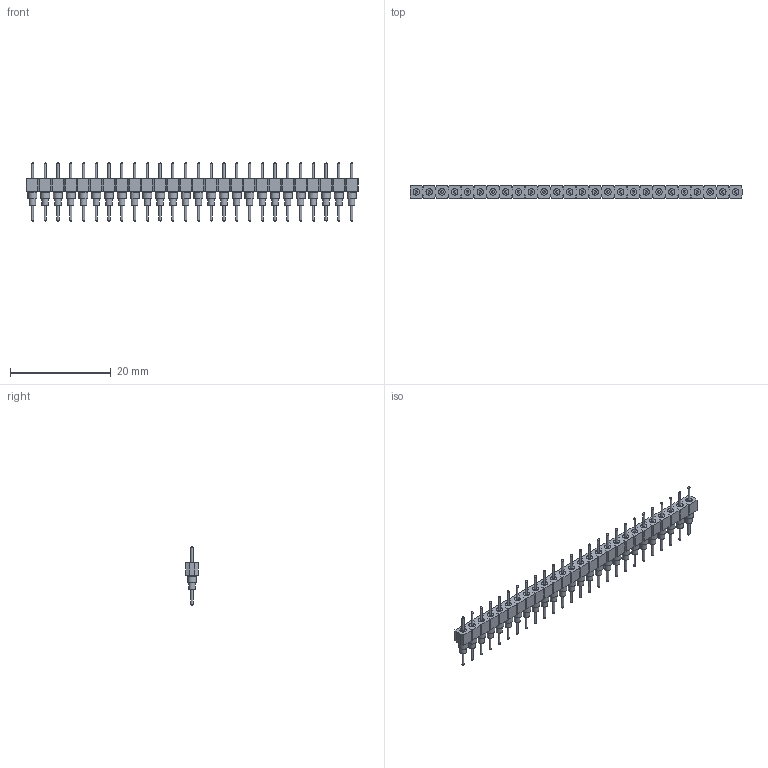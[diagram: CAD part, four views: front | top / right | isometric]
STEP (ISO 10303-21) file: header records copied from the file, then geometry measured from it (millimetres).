
FILE_DESCRIPTION(('FreeCAD Model'),'2;1');
FILE_NAME('Open CASCADE Shape Model','2025-01-12T11:52:13',(''),(''), 'Open CASCADE STEP processor 7.8','FreeCAD','Unknown');
FILE_SCHEMA(('AUTOMOTIVE_DESIGN { 1 0 10303 214 1 1 1 1 }'));
Length unit declared in the file: millimetre
Products named in the file (27): BBS-126-G-A_pins025; BBS-126-G-A_socket; BBS-126-G-A_pins; BBS-126-G-A_pins001; BBS-126-G-A_pins002; BBS-126-G-A_pins003; BBS-126-G-A_pins004; BBS-126-G-A_pins005; BBS-126-G-A_pins006; BBS-126-G-A_pins007; BBS-126-G-A_pins008; BBS-126-G-A_pins009; BBS-126-G-A_pins010; BBS-126-G-A_pins011; BBS-126-G-A_pins012; BBS-126-G-A_pins013; BBS-126-G-A_pins014; BBS-126-G-A_pins015; BBS-126-G-A_pins016; BBS-126-G-A_pins017; BBS-126-G-A_pins018; BBS-126-G-A_pins019; BBS-126-G-A_pins020; BBS-126-G-A_pins021; BBS-126-G-A_pins022; BBS-126-G-A_pins023; BBS-126-G-A_pins024
Bounding box: 66.04 x 2.44 x 11.68 mm (x, y, z)
Volume: 551.2 mm3; surface area: 1937.2 mm2
Topology: 27 solids, 27 shells, 472 faces, 1124 edges, 758 vertices
Faces by surface type: plane 264, cylinder 156, sphere 52
Full cylindrical faces by diameter (mm): 0.457 x52, 1.27 x78, 1.778 x26
Entity records: 14100 total; most frequent: CARTESIAN_POINT 2719, DIRECTION 2200, ORIENTED_EDGE 2144, EDGE_CURVE 1072, AXIS2_PLACEMENT_3D 863, VERTEX_POINT 758, FACE_BOUND 628, EDGE_LOOP 628
